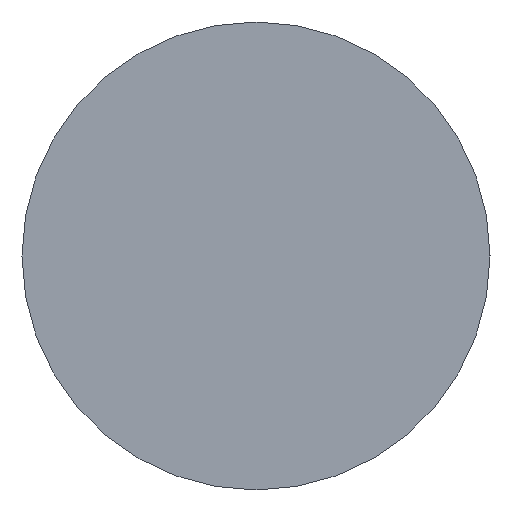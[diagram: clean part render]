
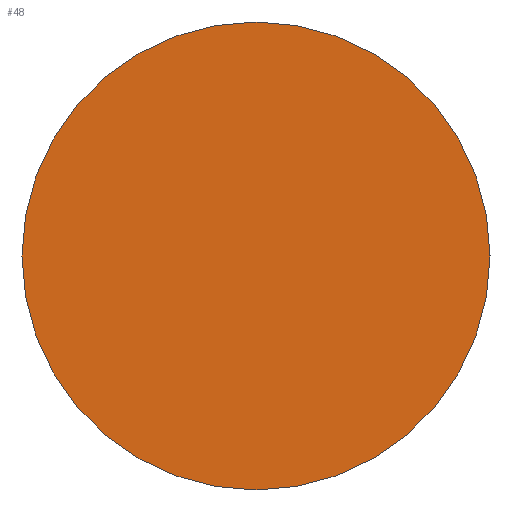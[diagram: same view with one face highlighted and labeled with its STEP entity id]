
A CAD part, left-side view. The second image highlights one B-rep face of the part: STEP entity #48.
In plain terms, the highlighted planar face has unit normal (-1, 0, 0).
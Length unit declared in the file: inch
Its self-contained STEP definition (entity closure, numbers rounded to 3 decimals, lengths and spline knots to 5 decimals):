
#2 = AXIS2_PLACEMENT_3D ( 'NONE', #99, #22, #34 ) ;
#4 = EDGE_CURVE ( 'NONE', #72, #69, #133, .T. ) ;
#6 = CARTESIAN_POINT ( 'NONE',  ( -3., 0., 0. ) ) ;
#17 = CARTESIAN_POINT ( 'NONE',  ( -3., 0., 0.08 ) ) ;
#22 = DIRECTION ( 'NONE',  ( 1., 0., 0. ) ) ;
#24 = EDGE_CURVE ( 'NONE', #69, #72, #39, .T. ) ;
#31 = DIRECTION ( 'NONE',  ( 1., 0., 0. ) ) ;
#34 = DIRECTION ( 'NONE',  ( 0., 0., -1. ) ) ;
#39 = CIRCLE ( 'NONE', #62, 0.08 ) ;
#44 = PLANE ( 'NONE',  #2 ) ;
#48 = ADVANCED_FACE ( 'NONE', ( #109 ), #44, .F. ) ;
#55 = DIRECTION ( 'NONE',  ( 1., 0., 0. ) ) ;
#62 = AXIS2_PLACEMENT_3D ( 'NONE', #108, #31, #128 ) ;
#63 = EDGE_LOOP ( 'NONE', ( #124, #78 ) ) ;
#69 = VERTEX_POINT ( 'NONE', #17 ) ;
#72 = VERTEX_POINT ( 'NONE', #141 ) ;
#78 = ORIENTED_EDGE ( 'NONE', *, *, #4, .F. ) ;
#97 = AXIS2_PLACEMENT_3D ( 'NONE', #6, #55, #107 ) ;
#99 = CARTESIAN_POINT ( 'NONE',  ( -3., 0., 0. ) ) ;
#107 = DIRECTION ( 'NONE',  ( 0., 0., -1. ) ) ;
#108 = CARTESIAN_POINT ( 'NONE',  ( -3., 0., 0. ) ) ;
#109 = FACE_OUTER_BOUND ( 'NONE', #63, .T. ) ;
#124 = ORIENTED_EDGE ( 'NONE', *, *, #24, .F. ) ;
#128 = DIRECTION ( 'NONE',  ( 0., 0., -1. ) ) ;
#133 = CIRCLE ( 'NONE', #97, 0.08 ) ;
#141 = CARTESIAN_POINT ( 'NONE',  ( -3., 0., -0.08 ) ) ;
